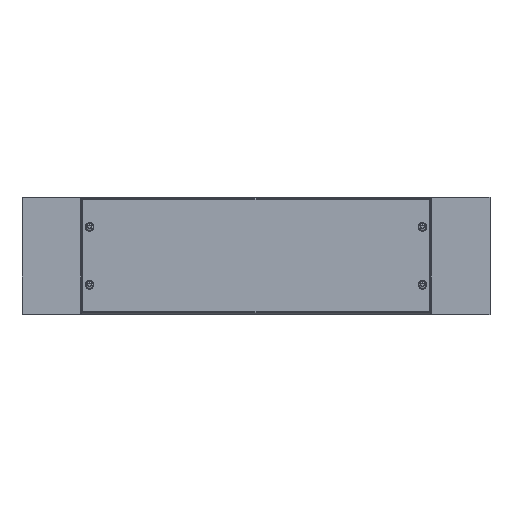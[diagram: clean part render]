
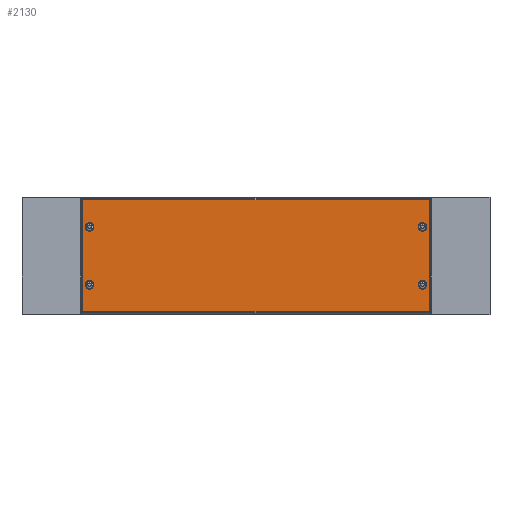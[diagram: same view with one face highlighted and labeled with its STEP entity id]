
A CAD part, top view. The second image highlights one B-rep face of the part: STEP entity #2130.
In plain terms, the highlighted planar face has unit normal (0, 0, 1).
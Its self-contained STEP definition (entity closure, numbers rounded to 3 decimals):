
#280 = DIRECTION ( 'NONE',  ( 0., 0., -1. ) ) ;
#323 = DIRECTION ( 'NONE',  ( 0., 0., -1. ) ) ;
#352 = AXIS2_PLACEMENT_3D ( 'NONE', #3749, #505, #4316 ) ;
#458 = ORIENTED_EDGE ( 'NONE', *, *, #2623, .T. ) ;
#503 = DIRECTION ( 'NONE',  ( 0., 0., -1. ) ) ;
#505 = DIRECTION ( 'NONE',  ( 0., 0., -1. ) ) ;
#589 = DIRECTION ( 'NONE',  ( 0., 1., 0. ) ) ;
#641 = CIRCLE ( 'NONE', #1604, 7.509 ) ;
#703 = LINE ( 'NONE', #751, #6141 ) ;
#751 = CARTESIAN_POINT ( 'NONE',  ( 0., 96., 0.75 ) ) ;
#1054 = CARTESIAN_POINT ( 'NONE',  ( -284.5, -49.5, 0.75 ) ) ;
#1106 = AXIS2_PLACEMENT_3D ( 'NONE', #1054, #4849, #1608 ) ;
#1175 = CARTESIAN_POINT ( 'NONE',  ( 292.009, -49.5, 0.75 ) ) ;
#1234 = CIRCLE ( 'NONE', #6719, 7.509 ) ;
#1265 = FACE_OUTER_BOUND ( 'NONE', #3950, .T. ) ;
#1275 = EDGE_CURVE ( 'NONE', #6056, #6334, #703, .T. ) ;
#1309 = VERTEX_POINT ( 'NONE', #4625 ) ;
#1330 = CARTESIAN_POINT ( 'NONE',  ( 292.009, 49.5, 0.75 ) ) ;
#1391 = CARTESIAN_POINT ( 'NONE',  ( 284.5, -49.5, 0.75 ) ) ;
#1494 = AXIS2_PLACEMENT_3D ( 'NONE', #1391, #5196, #1948 ) ;
#1573 = CARTESIAN_POINT ( 'NONE',  ( -296., 96., 0.75 ) ) ;
#1604 = AXIS2_PLACEMENT_3D ( 'NONE', #5281, #2037, #5838 ) ;
#1608 = DIRECTION ( 'NONE',  ( -1., 0., 0. ) ) ;
#1633 = CARTESIAN_POINT ( 'NONE',  ( 296., -96., 0.75 ) ) ;
#1669 = VECTOR ( 'NONE', #4918, 1000. ) ;
#1670 = AXIS2_PLACEMENT_3D ( 'NONE', #3559, #323, #4107 ) ;
#1703 = CARTESIAN_POINT ( 'NONE',  ( -284.5, 49.5, 0.75 ) ) ;
#1720 = EDGE_LOOP ( 'NONE', ( #1890, #458 ) ) ;
#1832 = VERTEX_POINT ( 'NONE', #4481 ) ;
#1883 = CARTESIAN_POINT ( 'NONE',  ( 296., 96., 0.75 ) ) ;
#1890 = ORIENTED_EDGE ( 'NONE', *, *, #3493, .T. ) ;
#1948 = DIRECTION ( 'NONE',  ( -1., 0., 0. ) ) ;
#1989 = CIRCLE ( 'NONE', #3322, 7.509 ) ;
#2037 = DIRECTION ( 'NONE',  ( 0., 0., -1. ) ) ;
#2130 = ADVANCED_FACE ( 'NONE', ( #1265, #2703, #5436, #3988, #2542 ), #3198, .F. ) ;
#2165 = CARTESIAN_POINT ( 'NONE',  ( 0., -96., 0.75 ) ) ;
#2258 = DIRECTION ( 'NONE',  ( -1., 0., 0. ) ) ;
#2280 = DIRECTION ( 'NONE',  ( 0., 0., -1. ) ) ;
#2542 = FACE_BOUND ( 'NONE', #3073, .T. ) ;
#2611 = ORIENTED_EDGE ( 'NONE', *, *, #4586, .T. ) ;
#2623 = EDGE_CURVE ( 'NONE', #5549, #1309, #641, .T. ) ;
#2689 = ORIENTED_EDGE ( 'NONE', *, *, #3973, .T. ) ;
#2703 = FACE_BOUND ( 'NONE', #1720, .T. ) ;
#2705 = ORIENTED_EDGE ( 'NONE', *, *, #1275, .T. ) ;
#2726 = ORIENTED_EDGE ( 'NONE', *, *, #5876, .T. ) ;
#2949 = DIRECTION ( 'NONE',  ( -1., 0., 0. ) ) ;
#3073 = EDGE_LOOP ( 'NONE', ( #2611, #5458 ) ) ;
#3198 = PLANE ( 'NONE',  #5729 ) ;
#3296 = CIRCLE ( 'NONE', #352, 7.509 ) ;
#3322 = AXIS2_PLACEMENT_3D ( 'NONE', #1703, #5489, #2258 ) ;
#3493 = EDGE_CURVE ( 'NONE', #1309, #5549, #1989, .T. ) ;
#3524 = CARTESIAN_POINT ( 'NONE',  ( -284.5, -49.5, 0.75 ) ) ;
#3559 = CARTESIAN_POINT ( 'NONE',  ( 284.5, -49.5, 0.75 ) ) ;
#3570 = CARTESIAN_POINT ( 'NONE',  ( -292.009, 49.5, 0.75 ) ) ;
#3749 = CARTESIAN_POINT ( 'NONE',  ( 284.5, 49.5, 0.75 ) ) ;
#3796 = DIRECTION ( 'NONE',  ( 1., 0., 0. ) ) ;
#3805 = VECTOR ( 'NONE', #3796, 1000. ) ;
#3807 = ORIENTED_EDGE ( 'NONE', *, *, #5505, .T. ) ;
#3913 = ORIENTED_EDGE ( 'NONE', *, *, #5851, .T. ) ;
#3950 = EDGE_LOOP ( 'NONE', ( #2705, #2726, #4632, #3913 ) ) ;
#3957 = CIRCLE ( 'NONE', #1494, 7.509 ) ;
#3973 = EDGE_CURVE ( 'NONE', #4282, #6776, #5881, .T. ) ;
#3988 = FACE_BOUND ( 'NONE', #4156, .T. ) ;
#4064 = DIRECTION ( 'NONE',  ( -1., 0., 0. ) ) ;
#4107 = DIRECTION ( 'NONE',  ( -1., 0., 0. ) ) ;
#4156 = EDGE_LOOP ( 'NONE', ( #5844, #3807 ) ) ;
#4282 = VERTEX_POINT ( 'NONE', #6205 ) ;
#4313 = DIRECTION ( 'NONE',  ( -1., 0., 0. ) ) ;
#4316 = DIRECTION ( 'NONE',  ( -1., 0., 0. ) ) ;
#4392 = CARTESIAN_POINT ( 'NONE',  ( 296., 0., 0.75 ) ) ;
#4463 = AXIS2_PLACEMENT_3D ( 'NONE', #5518, #2280, #6088 ) ;
#4475 = VERTEX_POINT ( 'NONE', #5835 ) ;
#4481 = CARTESIAN_POINT ( 'NONE',  ( 276.991, -49.5, 0.75 ) ) ;
#4586 = EDGE_CURVE ( 'NONE', #6057, #6357, #3296, .T. ) ;
#4625 = CARTESIAN_POINT ( 'NONE',  ( -276.991, 49.5, 0.75 ) ) ;
#4632 = ORIENTED_EDGE ( 'NONE', *, *, #5177, .T. ) ;
#4849 = DIRECTION ( 'NONE',  ( 0., 0., -1. ) ) ;
#4886 = EDGE_CURVE ( 'NONE', #5923, #1832, #6441, .T. ) ;
#4918 = DIRECTION ( 'NONE',  ( 0., -1., 0. ) ) ;
#4944 = CARTESIAN_POINT ( 'NONE',  ( -296., 0., 0.75 ) ) ;
#5037 = EDGE_LOOP ( 'NONE', ( #5128, #2689 ) ) ;
#5047 = CIRCLE ( 'NONE', #4463, 7.509 ) ;
#5067 = LINE ( 'NONE', #4392, #6513 ) ;
#5128 = ORIENTED_EDGE ( 'NONE', *, *, #5428, .T. ) ;
#5177 = EDGE_CURVE ( 'NONE', #4475, #6823, #6862, .T. ) ;
#5196 = DIRECTION ( 'NONE',  ( 0., 0., -1. ) ) ;
#5281 = CARTESIAN_POINT ( 'NONE',  ( -284.5, 49.5, 0.75 ) ) ;
#5386 = CARTESIAN_POINT ( 'NONE',  ( -276.991, -49.5, 0.75 ) ) ;
#5413 = CARTESIAN_POINT ( 'NONE',  ( 276.991, 49.5, 0.75 ) ) ;
#5428 = EDGE_CURVE ( 'NONE', #6776, #4282, #1234, .T. ) ;
#5436 = FACE_BOUND ( 'NONE', #5037, .T. ) ;
#5458 = ORIENTED_EDGE ( 'NONE', *, *, #6459, .T. ) ;
#5489 = DIRECTION ( 'NONE',  ( 0., 0., -1. ) ) ;
#5505 = EDGE_CURVE ( 'NONE', #1832, #5923, #3957, .T. ) ;
#5518 = CARTESIAN_POINT ( 'NONE',  ( 284.5, 49.5, 0.75 ) ) ;
#5549 = VERTEX_POINT ( 'NONE', #3570 ) ;
#5729 = AXIS2_PLACEMENT_3D ( 'NONE', #7004, #503, #4313 ) ;
#5835 = CARTESIAN_POINT ( 'NONE',  ( -296., -96., 0.75 ) ) ;
#5838 = DIRECTION ( 'NONE',  ( -1., 0., 0. ) ) ;
#5839 = LINE ( 'NONE', #4944, #1669 ) ;
#5844 = ORIENTED_EDGE ( 'NONE', *, *, #4886, .T. ) ;
#5851 = EDGE_CURVE ( 'NONE', #6823, #6056, #5067, .T. ) ;
#5876 = EDGE_CURVE ( 'NONE', #6334, #4475, #5839, .T. ) ;
#5881 = CIRCLE ( 'NONE', #1106, 7.509 ) ;
#5923 = VERTEX_POINT ( 'NONE', #1175 ) ;
#6056 = VERTEX_POINT ( 'NONE', #1883 ) ;
#6057 = VERTEX_POINT ( 'NONE', #1330 ) ;
#6088 = DIRECTION ( 'NONE',  ( -1., 0., 0. ) ) ;
#6141 = VECTOR ( 'NONE', #2949, 1000. ) ;
#6205 = CARTESIAN_POINT ( 'NONE',  ( -292.009, -49.5, 0.75 ) ) ;
#6334 = VERTEX_POINT ( 'NONE', #1573 ) ;
#6357 = VERTEX_POINT ( 'NONE', #5413 ) ;
#6441 = CIRCLE ( 'NONE', #1670, 7.509 ) ;
#6459 = EDGE_CURVE ( 'NONE', #6357, #6057, #5047, .T. ) ;
#6513 = VECTOR ( 'NONE', #589, 1000. ) ;
#6719 = AXIS2_PLACEMENT_3D ( 'NONE', #3524, #280, #4064 ) ;
#6776 = VERTEX_POINT ( 'NONE', #5386 ) ;
#6823 = VERTEX_POINT ( 'NONE', #1633 ) ;
#6862 = LINE ( 'NONE', #2165, #3805 ) ;
#7004 = CARTESIAN_POINT ( 'NONE',  ( 0., 0., 0.75 ) ) ;
